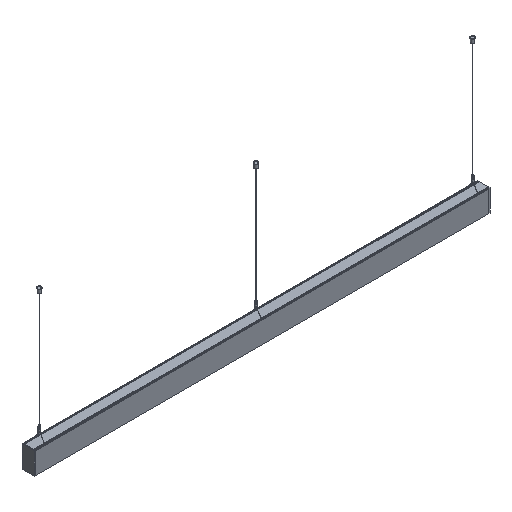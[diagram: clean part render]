
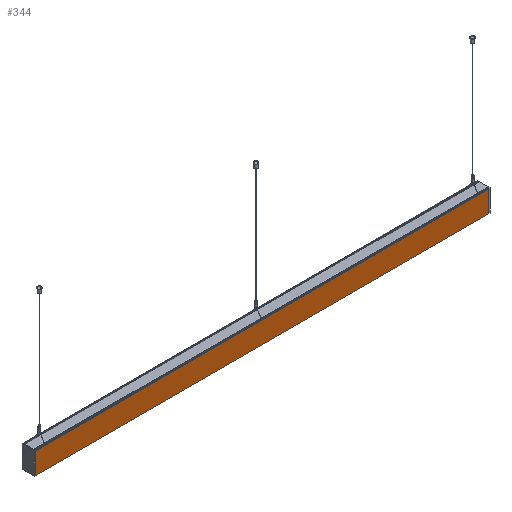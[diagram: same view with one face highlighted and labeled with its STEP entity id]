
A CAD part, isometric view. The second image highlights one B-rep face of the part: STEP entity #344.
In plain terms, the highlighted planar face has unit normal (0, -1, 0).
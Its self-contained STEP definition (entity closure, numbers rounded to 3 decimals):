
#231=PLANE('',#4169);
#344=ADVANCED_FACE('',(#656),#231,.F.);
#656=FACE_OUTER_BOUND('',#846,.T.);
#846=EDGE_LOOP('',(#1788,#1789,#1790,#1791,#1792,#1793));
#1159=LINE('',#5992,#1461);
#1160=LINE('',#5995,#1462);
#1161=LINE('',#5997,#1463);
#1162=LINE('',#5999,#1464);
#1163=LINE('',#6001,#1465);
#1164=LINE('',#6003,#1466);
#1461=VECTOR('',#4719,1.);
#1462=VECTOR('',#4720,1.);
#1463=VECTOR('',#4721,1.);
#1464=VECTOR('',#4722,1.);
#1465=VECTOR('',#4723,1.);
#1466=VECTOR('',#4724,1.);
#1788=ORIENTED_EDGE('',*,*,#3382,.T.);
#1789=ORIENTED_EDGE('',*,*,#3383,.T.);
#1790=ORIENTED_EDGE('',*,*,#3384,.T.);
#1791=ORIENTED_EDGE('',*,*,#3385,.F.);
#1792=ORIENTED_EDGE('',*,*,#3386,.F.);
#1793=ORIENTED_EDGE('',*,*,#3387,.F.);
#2976=VERTEX_POINT('',#5993);
#2977=VERTEX_POINT('',#5994);
#2978=VERTEX_POINT('',#5996);
#2979=VERTEX_POINT('',#5998);
#2980=VERTEX_POINT('',#6000);
#2981=VERTEX_POINT('',#6002);
#3382=EDGE_CURVE('',#2976,#2977,#1159,.T.);
#3383=EDGE_CURVE('',#2977,#2978,#1160,.T.);
#3384=EDGE_CURVE('',#2978,#2979,#1161,.T.);
#3385=EDGE_CURVE('',#2980,#2979,#1162,.T.);
#3386=EDGE_CURVE('',#2981,#2980,#1163,.T.);
#3387=EDGE_CURVE('',#2976,#2981,#1164,.T.);
#4169=AXIS2_PLACEMENT_3D('',#6004,#4725,#4726);
#4719=DIRECTION('',(-1.,0.,0.));
#4720=DIRECTION('',(0.,0.,-1.));
#4721=DIRECTION('',(0.,0.,-1.));
#4722=DIRECTION('',(-1.,0.,0.));
#4723=DIRECTION('',(0.,0.,-1.));
#4724=DIRECTION('',(0.,0.,-1.));
#4725=DIRECTION('',(0.,1.,0.));
#4726=DIRECTION('',(0.,0.,1.));
#5992=CARTESIAN_POINT('',(1122.,-30.,0.034));
#5993=CARTESIAN_POINT('',(1122.,-30.,0.034));
#5994=CARTESIAN_POINT('',(-1122.,-30.,0.034));
#5995=CARTESIAN_POINT('',(-1122.,-30.,-0.266));
#5996=CARTESIAN_POINT('',(-1122.,-30.,0.));
#5997=CARTESIAN_POINT('',(-1122.,-30.,-0.266));
#5998=CARTESIAN_POINT('',(-1122.,-30.,-109.966));
#5999=CARTESIAN_POINT('',(1122.,-30.,-109.966));
#6000=CARTESIAN_POINT('',(1122.,-30.,-109.966));
#6001=CARTESIAN_POINT('',(1122.,-30.,-0.266));
#6002=CARTESIAN_POINT('',(1122.,-30.,0.));
#6003=CARTESIAN_POINT('',(1122.,-30.,-0.266));
#6004=CARTESIAN_POINT('',(1122.,-30.,-0.266));
